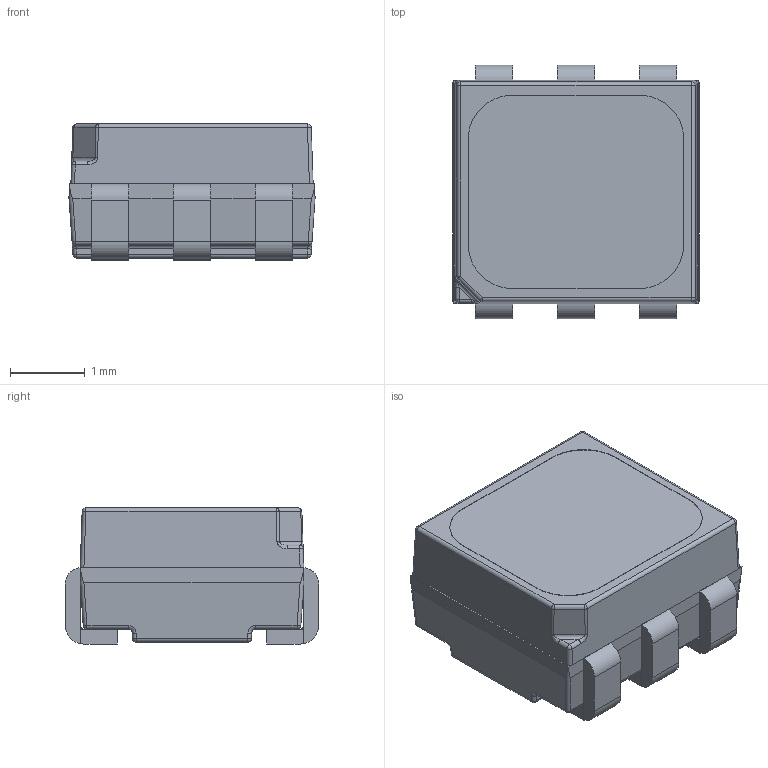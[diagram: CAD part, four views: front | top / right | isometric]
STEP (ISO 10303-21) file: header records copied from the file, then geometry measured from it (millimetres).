
FILE_DESCRIPTION (( 'STEP AP214' ), '1' );
FILE_NAME ('Imported1_1.STEP', '2025-03-26T11:27:33', ( '' ), ( '' ), 'SwSTEP 2.0', 'SolidWorks 2024', '' );
FILE_SCHEMA (( 'AUTOMOTIVE_DESIGN' ));
Length unit declared in the file: millimetre
Products named in the file (1): Imported1_1
Bounding box: 3.3 x 3.4 x 1.82 mm (x, y, z)
Volume: 17.3 mm3; surface area: 55 mm2
Topology: 19 solids, 19 shells, 227 faces, 492 edges, 302 vertices
Faces by surface type: plane 124, cylinder 71, bspline 19, sphere 13
Entity records: 7437 total; most frequent: CARTESIAN_POINT 1538, ORIENTED_EDGE 978, DIRECTION 972, EDGE_CURVE 489, AXIS2_PLACEMENT_3D 326, VECTOR 320, LINE 320, VERTEX_POINT 302
